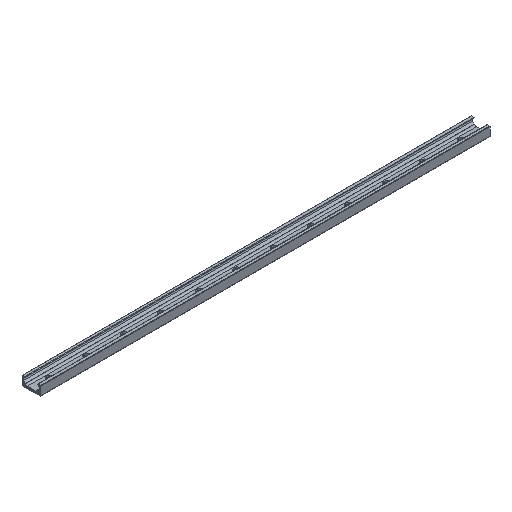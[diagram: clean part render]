
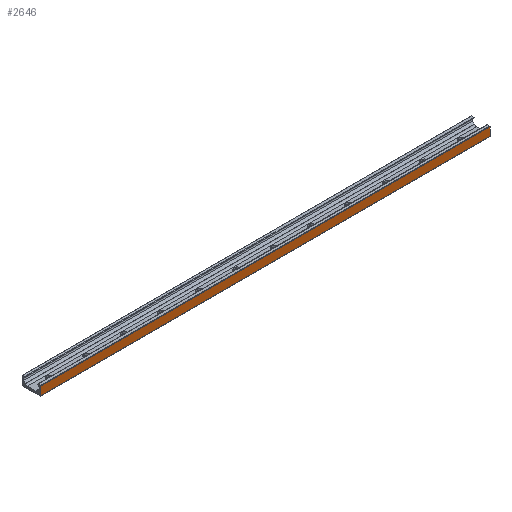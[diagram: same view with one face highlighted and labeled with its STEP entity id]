
A CAD part, isometric view. The second image highlights one B-rep face of the part: STEP entity #2646.
In plain terms, the highlighted planar face has unit normal (0, -1, 0).
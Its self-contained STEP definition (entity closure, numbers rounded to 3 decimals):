
#133 = VERTEX_POINT ( 'NONE', #2045 ) ;
#139 = VERTEX_POINT ( 'NONE', #2273 ) ;
#244 = DIRECTION ( 'NONE',  ( 0., 0., 1. ) ) ;
#358 = ORIENTED_EDGE ( 'NONE', *, *, #930, .T. ) ;
#509 = DIRECTION ( 'NONE',  ( 1., 0., 0. ) ) ;
#537 = AXIS2_PLACEMENT_3D ( 'NONE', #1490, #2790, #2547 ) ;
#794 = LINE ( 'NONE', #998, #2725 ) ;
#874 = ORIENTED_EDGE ( 'NONE', *, *, #1007, .F. ) ;
#923 = CARTESIAN_POINT ( 'NONE',  ( 0., -20.005, -9.87 ) ) ;
#930 = EDGE_CURVE ( 'NONE', #139, #133, #2186, .T. ) ;
#947 = ORIENTED_EDGE ( 'NONE', *, *, #2014, .F. ) ;
#998 = CARTESIAN_POINT ( 'NONE',  ( 1260., -20.005, -8.88 ) ) ;
#1007 = EDGE_CURVE ( 'NONE', #1538, #2478, #2229, .T. ) ;
#1030 = FACE_OUTER_BOUND ( 'NONE', #2004, .T. ) ;
#1205 = VECTOR ( 'NONE', #509, 1000. ) ;
#1357 = CARTESIAN_POINT ( 'NONE',  ( 0., -20.005, -8.88 ) ) ;
#1371 = DIRECTION ( 'NONE',  ( 0., 0., 1. ) ) ;
#1461 = PLANE ( 'NONE',  #537 ) ;
#1490 = CARTESIAN_POINT ( 'NONE',  ( 1260., -20.005, 8.88 ) ) ;
#1538 = VERTEX_POINT ( 'NONE', #1357 ) ;
#1736 = EDGE_CURVE ( 'NONE', #139, #1538, #794, .T. ) ;
#1867 = DIRECTION ( 'NONE',  ( -1., 0., 0. ) ) ;
#2004 = EDGE_LOOP ( 'NONE', ( #947, #874, #2335, #358 ) ) ;
#2014 = EDGE_CURVE ( 'NONE', #2478, #133, #2437, .T. ) ;
#2045 = CARTESIAN_POINT ( 'NONE',  ( 960., -20.005, 8.88 ) ) ;
#2076 = VECTOR ( 'NONE', #1371, 1000. ) ;
#2186 = LINE ( 'NONE', #2440, #2306 ) ;
#2225 = CARTESIAN_POINT ( 'NONE',  ( 1260., -20.005, 8.88 ) ) ;
#2229 = LINE ( 'NONE', #923, #2076 ) ;
#2237 = CARTESIAN_POINT ( 'NONE',  ( 0., -20.005, 8.88 ) ) ;
#2273 = CARTESIAN_POINT ( 'NONE',  ( 960., -20.005, -8.88 ) ) ;
#2306 = VECTOR ( 'NONE', #244, 1000. ) ;
#2335 = ORIENTED_EDGE ( 'NONE', *, *, #1736, .F. ) ;
#2437 = LINE ( 'NONE', #2225, #1205 ) ;
#2440 = CARTESIAN_POINT ( 'NONE',  ( 960., -20.005, -9.87 ) ) ;
#2478 = VERTEX_POINT ( 'NONE', #2237 ) ;
#2547 = DIRECTION ( 'NONE',  ( 0., 0., 1. ) ) ;
#2646 = ADVANCED_FACE ( 'NONE', ( #1030 ), #1461, .F. ) ;
#2725 = VECTOR ( 'NONE', #1867, 1000. ) ;
#2790 = DIRECTION ( 'NONE',  ( 0., 1., 0. ) ) ;
